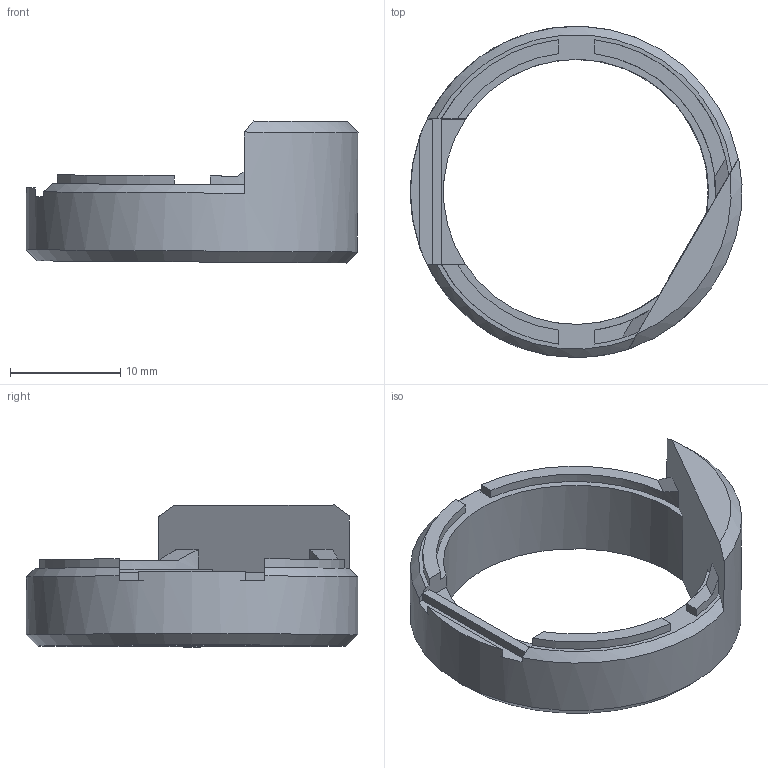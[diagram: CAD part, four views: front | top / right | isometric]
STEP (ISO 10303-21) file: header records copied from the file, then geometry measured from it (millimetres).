
FILE_DESCRIPTION(/* description */ (''),/* implementation_level */ '2;1');
FILE_NAME(/* name */ 'Screwcap_Mini_Tensioner_Ring.step',/* time_stamp */ '2024-06-18T21:24:39-04:00',/* author */ (''),/* organization */ (''),/* preprocessor_version */ 'ST-DEVELOPER v20',/* originating_system */ 'Autodesk Translation Framework v13.14.0.145',/* authorisation */ '');
FILE_SCHEMA (('AUTOMOTIVE_DESIGN { 1 0 10303 214 3 1 1 }'));
Length unit declared in the file: millimetre
Products named in the file (2): (Unsaved); Screwcap Mini Tensioner
Assembly tree (1 placements, depth 2):
  (Unsaved)
    Screwcap Mini Tensioner
Bounding box: 30.06 x 30 x 12.86 mm (x, y, z)
Volume: 2055.6 mm3; surface area: 1939.9 mm2
Topology: 1 solids, 1 shells, 38 faces, 110 edges, 73 vertices
Faces by surface type: plane 24, cylinder 10, cone 4
Full cylindrical faces by diameter (mm): 30 x1
Entity records: 1320 total; most frequent: CARTESIAN_POINT 236, DIRECTION 222, ORIENTED_EDGE 220, EDGE_CURVE 110, AXIS2_PLACEMENT_3D 77, VERTEX_POINT 73, LINE 68, VECTOR 68
